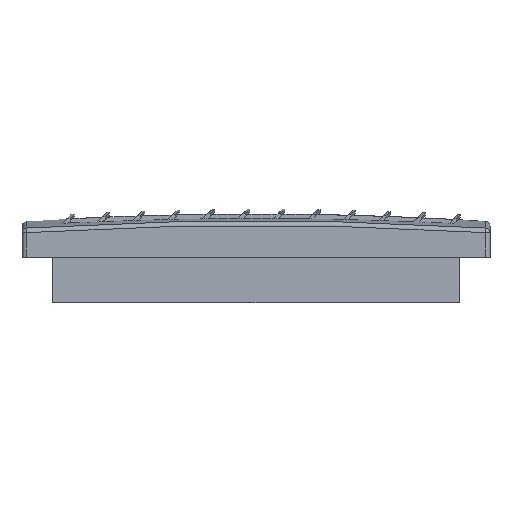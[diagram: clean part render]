
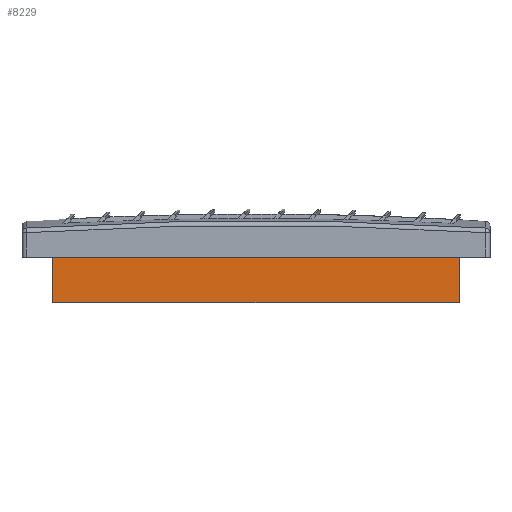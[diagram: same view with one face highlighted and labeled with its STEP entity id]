
A CAD part, left-side view. The second image highlights one B-rep face of the part: STEP entity #8229.
In plain terms, the highlighted planar face has unit normal (-1, 0, 0).
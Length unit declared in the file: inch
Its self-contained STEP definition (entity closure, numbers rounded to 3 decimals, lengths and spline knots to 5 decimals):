
#135 = VECTOR ( 'NONE', #9371, 39.37008 ) ;
#376 = VERTEX_POINT ( 'NONE', #2336 ) ;
#656 = VECTOR ( 'NONE', #9970, 39.37008 ) ;
#924 = LINE ( 'NONE', #7260, #4039 ) ;
#1210 = CARTESIAN_POINT ( 'NONE',  ( -1.07308, 0.71616, 7.09428 ) ) ;
#1579 = VERTEX_POINT ( 'NONE', #7548 ) ;
#1615 = CARTESIAN_POINT ( 'NONE',  ( -1.07308, 9.49569, 8.07853 ) ) ;
#1933 = EDGE_LOOP ( 'NONE', ( #10884, #9037, #8356, #2642 ) ) ;
#1964 = DIRECTION ( 'NONE',  ( 0., 1., 0. ) ) ;
#2030 = CARTESIAN_POINT ( 'NONE',  ( -1.07308, 9.49569, 7.09428 ) ) ;
#2092 = DIRECTION ( 'NONE',  ( 0., 1., 0. ) ) ;
#2336 = CARTESIAN_POINT ( 'NONE',  ( -1.07308, 0.71616, 7.09428 ) ) ;
#2642 = ORIENTED_EDGE ( 'NONE', *, *, #3300, .F. ) ;
#3249 = CARTESIAN_POINT ( 'NONE',  ( -1.07308, 9.49569, 7.09428 ) ) ;
#3300 = EDGE_CURVE ( 'NONE', #8098, #1579, #4140, .T. ) ;
#3388 = AXIS2_PLACEMENT_3D ( 'NONE', #2030, #9883, #1964 ) ;
#3415 = LINE ( 'NONE', #3249, #135 ) ;
#4039 = VECTOR ( 'NONE', #2092, 39.37008 ) ;
#4053 = FACE_OUTER_BOUND ( 'NONE', #1933, .T. ) ;
#4140 = LINE ( 'NONE', #5449, #9925 ) ;
#4255 = CARTESIAN_POINT ( 'NONE',  ( -1.07308, 9.49569, 7.09428 ) ) ;
#4551 = EDGE_CURVE ( 'NONE', #7045, #8098, #3415, .T. ) ;
#4608 = DIRECTION ( 'NONE',  ( 0., -1., 0. ) ) ;
#4820 = EDGE_CURVE ( 'NONE', #1579, #376, #5306, .T. ) ;
#5299 = EDGE_CURVE ( 'NONE', #376, #7045, #924, .T. ) ;
#5306 = LINE ( 'NONE', #1210, #656 ) ;
#5449 = CARTESIAN_POINT ( 'NONE',  ( -1.07308, 5.10593, 8.07853 ) ) ;
#7045 = VERTEX_POINT ( 'NONE', #4255 ) ;
#7260 = CARTESIAN_POINT ( 'NONE',  ( -1.07308, 9.49569, 7.09428 ) ) ;
#7548 = CARTESIAN_POINT ( 'NONE',  ( -1.07308, 0.71616, 8.07853 ) ) ;
#8046 = PLANE ( 'NONE',  #3388 ) ;
#8098 = VERTEX_POINT ( 'NONE', #1615 ) ;
#8229 = ADVANCED_FACE ( 'NONE', ( #4053 ), #8046, .F. ) ;
#8356 = ORIENTED_EDGE ( 'NONE', *, *, #4820, .F. ) ;
#9037 = ORIENTED_EDGE ( 'NONE', *, *, #5299, .F. ) ;
#9371 = DIRECTION ( 'NONE',  ( 0., 0., 1. ) ) ;
#9883 = DIRECTION ( 'NONE',  ( 1., 0., 0. ) ) ;
#9925 = VECTOR ( 'NONE', #4608, 39.37008 ) ;
#9970 = DIRECTION ( 'NONE',  ( 0., 0., -1. ) ) ;
#10884 = ORIENTED_EDGE ( 'NONE', *, *, #4551, .F. ) ;
